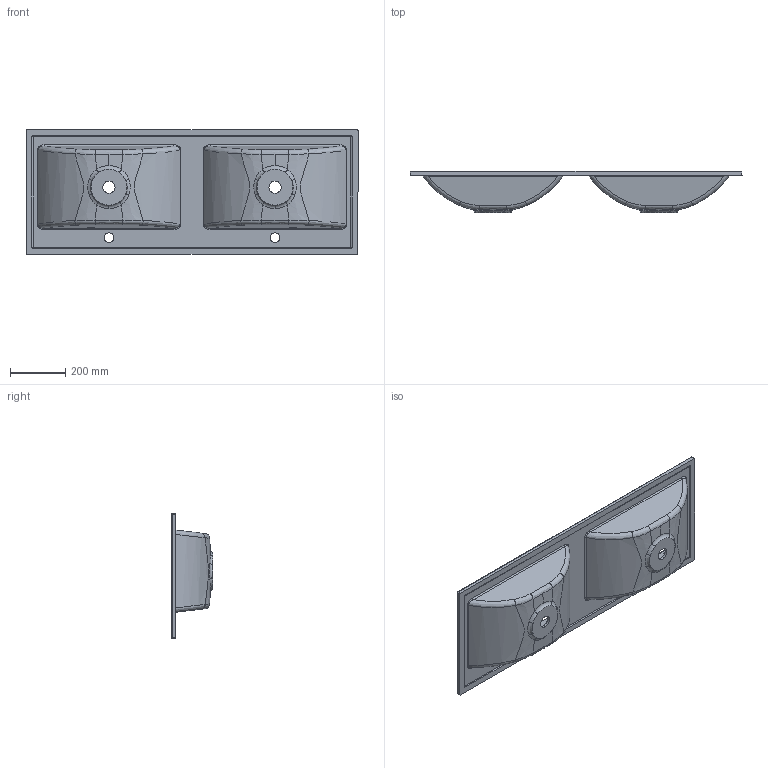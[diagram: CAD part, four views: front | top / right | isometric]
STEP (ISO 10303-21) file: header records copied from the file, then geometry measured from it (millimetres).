
FILE_DESCRIPTION (( 'STEP AP203' ), '1' );
FILE_NAME ('6229211242.step', '2020-12-18T12:34:28', ( 'admin' ), ( '' ), 'SwSTEP 2.0', 'SolidWorks 2019', '' );
FILE_SCHEMA (( 'CONFIG_CONTROL_DESIGN' ));
Length unit declared in the file: millimetre
Products named in the file (1): 6229211242
Bounding box: 1199.83 x 150 x 449.91 mm (x, y, z)
Volume: 9953578.7 mm3; surface area: 1535855.7 mm2
Topology: 1 solids, 1 shells, 177 faces, 416 edges, 238 vertices
Faces by surface type: bspline 76, cylinder 48, cone 18, plane 17, torus 12, sphere 6
Entity records: 10505 total; most frequent: CARTESIAN_POINT 6940, ORIENTED_EDGE 820, DIRECTION 626, EDGE_CURVE 410, AXIS2_PLACEMENT_3D 272, VERTEX_POINT 238, EDGE_LOOP 192, FACE_OUTER_BOUND 177
